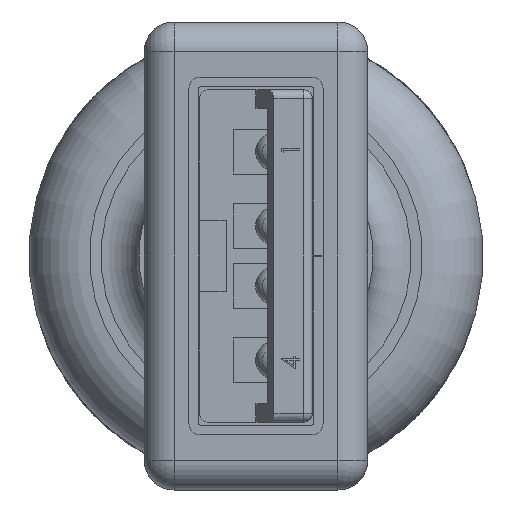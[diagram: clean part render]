
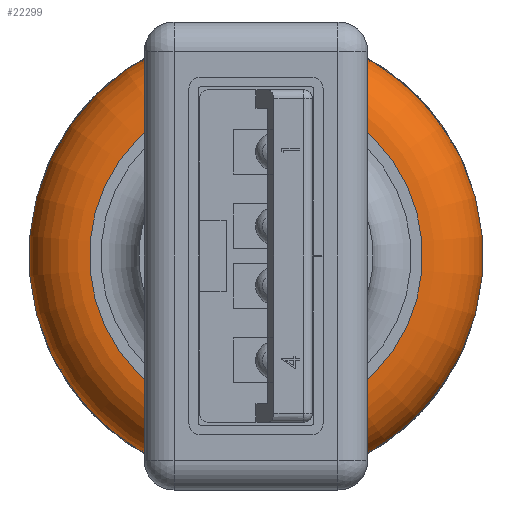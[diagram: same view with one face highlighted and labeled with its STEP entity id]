
A CAD part, left-side view. The second image highlights one B-rep face of the part: STEP entity #22299.
In plain terms, the highlighted toroidal (fillet/blend) face has major radius 5.588 mm and minor radius 2.032 mm.
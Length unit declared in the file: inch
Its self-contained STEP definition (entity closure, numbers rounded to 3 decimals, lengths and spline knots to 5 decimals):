
#1414 = EDGE_LOOP ( 'NONE', ( #34339 ) ) ;
#1769 = CIRCLE ( 'NONE', #16750, 0.22 ) ;
#5720 = TOROIDAL_SURFACE ( 'NONE', #34708, 0.22, 0.08 ) ;
#7186 = DIRECTION ( 'NONE',  ( 0., -1., 0. ) ) ;
#8958 = CARTESIAN_POINT ( 'NONE',  ( 0., 0.491, 0.3 ) ) ;
#12152 = VERTEX_POINT ( 'NONE', #33120 ) ;
#12668 = DIRECTION ( 'NONE',  ( 0., 1., 0. ) ) ;
#15268 = AXIS2_PLACEMENT_3D ( 'NONE', #23288, #7186, #26003 ) ;
#16750 = AXIS2_PLACEMENT_3D ( 'NONE', #28816, #12668, #31528 ) ;
#19140 = EDGE_CURVE ( 'NONE', #12152, #12152, #1769, .T. ) ;
#19186 = FACE_OUTER_BOUND ( 'NONE', #23872, .T. ) ;
#22299 = ADVANCED_FACE ( 'NONE', ( #33546, #19186 ), #5720, .T. ) ;
#22782 = EDGE_CURVE ( 'NONE', #24784, #24784, #27188, .T. ) ;
#23288 = CARTESIAN_POINT ( 'NONE',  ( 0., 0.491, 0. ) ) ;
#23872 = EDGE_LOOP ( 'NONE', ( #25262 ) ) ;
#24784 = VERTEX_POINT ( 'NONE', #8958 ) ;
#25262 = ORIENTED_EDGE ( 'NONE', *, *, #19140, .F. ) ;
#26003 = DIRECTION ( 'NONE',  ( 0., 0., 1. ) ) ;
#27188 = CIRCLE ( 'NONE', #15268, 0.3 ) ;
#28816 = CARTESIAN_POINT ( 'NONE',  ( 0., 0.571, 0. ) ) ;
#29123 = CARTESIAN_POINT ( 'NONE',  ( 0., 0.491, 0. ) ) ;
#29232 = DIRECTION ( 'NONE',  ( 0., 1., 0. ) ) ;
#31528 = DIRECTION ( 'NONE',  ( 0., 0., 1. ) ) ;
#31946 = DIRECTION ( 'NONE',  ( 0., 0., 1. ) ) ;
#33120 = CARTESIAN_POINT ( 'NONE',  ( 0., 0.571, 0.22 ) ) ;
#33546 = FACE_OUTER_BOUND ( 'NONE', #1414, .T. ) ;
#34339 = ORIENTED_EDGE ( 'NONE', *, *, #22782, .F. ) ;
#34708 = AXIS2_PLACEMENT_3D ( 'NONE', #29123, #29232, #31946 ) ;
